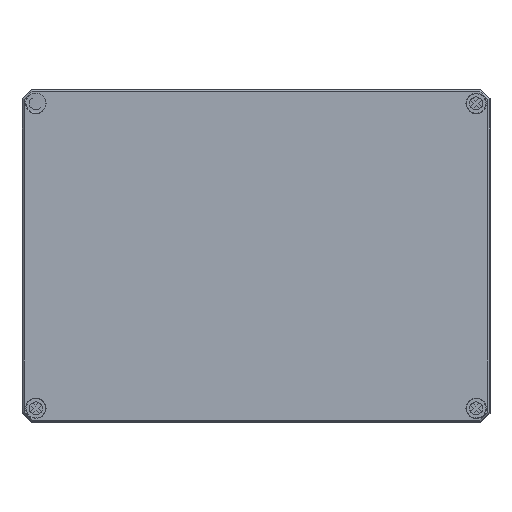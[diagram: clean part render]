
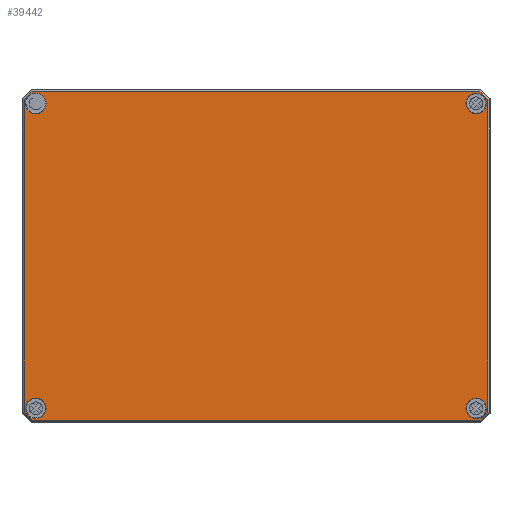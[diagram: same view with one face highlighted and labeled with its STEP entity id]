
A CAD part, top view. The second image highlights one B-rep face of the part: STEP entity #39442.
In plain terms, the highlighted planar face has unit normal (0, 0, 1).
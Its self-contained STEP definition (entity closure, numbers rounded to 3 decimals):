
#124=FACE_BOUND('',#12658,.T.);
#125=FACE_BOUND('',#12659,.T.);
#126=FACE_BOUND('',#12660,.T.);
#127=FACE_BOUND('',#12661,.T.);
#331=PLANE('',#42095);
#2982=LINE('',#57471,#6116);
#2983=LINE('',#57473,#6117);
#2984=LINE('',#57475,#6118);
#2985=LINE('',#57477,#6119);
#2986=LINE('',#57479,#6120);
#2987=LINE('',#57481,#6121);
#2988=LINE('',#57483,#6122);
#2989=LINE('',#57484,#6123);
#6116=VECTOR('',#46102,10.);
#6117=VECTOR('',#46103,10.);
#6118=VECTOR('',#46104,10.);
#6119=VECTOR('',#46105,10.);
#6120=VECTOR('',#46106,10.);
#6121=VECTOR('',#46107,10.);
#6122=VECTOR('',#46108,10.);
#6123=VECTOR('',#46109,10.);
#10203=FACE_OUTER_BOUND('',#12657,.T.);
#12657=EDGE_LOOP('',(#27460,#27461,#27462,#27463,#27464,#27465,#27466,#27467));
#12658=EDGE_LOOP('',(#27468,#27469));
#12659=EDGE_LOOP('',(#27470,#27471));
#12660=EDGE_LOOP('',(#27472));
#12661=EDGE_LOOP('',(#27473));
#15339=CIRCLE('',#42093,5.556);
#15341=CIRCLE('',#42096,5.556);
#15342=CIRCLE('',#42097,5.556);
#15343=CIRCLE('',#42098,5.556);
#15344=CIRCLE('',#42099,5.556);
#15345=CIRCLE('',#42100,5.556);
#17233=VERTEX_POINT('',#57465);
#17234=VERTEX_POINT('',#57469);
#17235=VERTEX_POINT('',#57470);
#17236=VERTEX_POINT('',#57472);
#17237=VERTEX_POINT('',#57474);
#17238=VERTEX_POINT('',#57476);
#17239=VERTEX_POINT('',#57478);
#17240=VERTEX_POINT('',#57480);
#17241=VERTEX_POINT('',#57482);
#17242=VERTEX_POINT('',#57485);
#17243=VERTEX_POINT('',#57486);
#17244=VERTEX_POINT('',#57489);
#17245=VERTEX_POINT('',#57490);
#17246=VERTEX_POINT('',#57493);
#21173=EDGE_CURVE('',#17233,#17233,#15339,.T.);
#21175=EDGE_CURVE('',#17234,#17235,#2982,.T.);
#21176=EDGE_CURVE('',#17236,#17234,#2983,.T.);
#21177=EDGE_CURVE('',#17237,#17236,#2984,.T.);
#21178=EDGE_CURVE('',#17238,#17237,#2985,.T.);
#21179=EDGE_CURVE('',#17239,#17238,#2986,.T.);
#21180=EDGE_CURVE('',#17240,#17239,#2987,.T.);
#21181=EDGE_CURVE('',#17241,#17240,#2988,.T.);
#21182=EDGE_CURVE('',#17235,#17241,#2989,.T.);
#21183=EDGE_CURVE('',#17242,#17243,#15341,.T.);
#21184=EDGE_CURVE('',#17243,#17242,#15342,.T.);
#21185=EDGE_CURVE('',#17244,#17245,#15343,.T.);
#21186=EDGE_CURVE('',#17245,#17244,#15344,.T.);
#21187=EDGE_CURVE('',#17246,#17246,#15345,.T.);
#27460=ORIENTED_EDGE('',*,*,#21175,.F.);
#27461=ORIENTED_EDGE('',*,*,#21176,.F.);
#27462=ORIENTED_EDGE('',*,*,#21177,.F.);
#27463=ORIENTED_EDGE('',*,*,#21178,.F.);
#27464=ORIENTED_EDGE('',*,*,#21179,.F.);
#27465=ORIENTED_EDGE('',*,*,#21180,.F.);
#27466=ORIENTED_EDGE('',*,*,#21181,.F.);
#27467=ORIENTED_EDGE('',*,*,#21182,.F.);
#27468=ORIENTED_EDGE('',*,*,#21183,.F.);
#27469=ORIENTED_EDGE('',*,*,#21184,.F.);
#27470=ORIENTED_EDGE('',*,*,#21185,.F.);
#27471=ORIENTED_EDGE('',*,*,#21186,.F.);
#27472=ORIENTED_EDGE('',*,*,#21187,.F.);
#27473=ORIENTED_EDGE('',*,*,#21173,.F.);
#39442=ADVANCED_FACE('',(#10203,#124,#125,#126,#127),#331,.T.);
#42093=AXIS2_PLACEMENT_3D('',#57466,#46096,#46097);
#42095=AXIS2_PLACEMENT_3D('',#57468,#46100,#46101);
#42096=AXIS2_PLACEMENT_3D('',#57487,#46110,#46111);
#42097=AXIS2_PLACEMENT_3D('',#57488,#46112,#46113);
#42098=AXIS2_PLACEMENT_3D('',#57491,#46114,#46115);
#42099=AXIS2_PLACEMENT_3D('',#57492,#46116,#46117);
#42100=AXIS2_PLACEMENT_3D('',#57494,#46118,#46119);
#46096=DIRECTION('center_axis',(0.,0.,1.));
#46097=DIRECTION('ref_axis',(-1.,0.,0.));
#46100=DIRECTION('center_axis',(0.,0.,1.));
#46101=DIRECTION('ref_axis',(1.,0.,0.));
#46102=DIRECTION('',(0.707,-0.707,0.));
#46103=DIRECTION('',(1.,0.,0.));
#46104=DIRECTION('',(0.707,0.707,0.));
#46105=DIRECTION('',(0.,1.,0.));
#46106=DIRECTION('',(-0.707,0.707,0.));
#46107=DIRECTION('',(-1.,0.,0.));
#46108=DIRECTION('',(-0.707,-0.707,0.));
#46109=DIRECTION('',(0.,-1.,0.));
#46110=DIRECTION('center_axis',(0.,0.,1.));
#46111=DIRECTION('ref_axis',(1.,0.,0.));
#46112=DIRECTION('center_axis',(0.,0.,1.));
#46113=DIRECTION('ref_axis',(1.,0.,0.));
#46114=DIRECTION('center_axis',(0.,0.,1.));
#46115=DIRECTION('ref_axis',(1.,0.,0.));
#46116=DIRECTION('center_axis',(0.,0.,1.));
#46117=DIRECTION('ref_axis',(1.,0.,0.));
#46118=DIRECTION('center_axis',(0.,0.,1.));
#46119=DIRECTION('ref_axis',(-1.,0.,0.));
#57465=CARTESIAN_POINT('',(-113.944,82.75,18.));
#57466=CARTESIAN_POINT('Origin',(-119.5,82.75,18.));
#57468=CARTESIAN_POINT('Origin',(0.,0.,
18.));
#57469=CARTESIAN_POINT('',(121.521,89.093,18.));
#57470=CARTESIAN_POINT('',(125.843,84.771,18.));
#57471=CARTESIAN_POINT('',(113.244,97.369,18.));
#57472=CARTESIAN_POINT('',(-121.521,89.093,18.));
#57473=CARTESIAN_POINT('',(-61.,89.093,18.));
#57474=CARTESIAN_POINT('',(-125.843,84.771,18.));
#57475=CARTESIAN_POINT('',(-115.744,94.869,18.));
#57476=CARTESIAN_POINT('',(-125.843,-84.771,18.));
#57477=CARTESIAN_POINT('',(-125.843,-42.625,18.));
#57478=CARTESIAN_POINT('',(-121.521,-89.093,18.));
#57479=CARTESIAN_POINT('',(-113.244,-97.369,18.));
#57480=CARTESIAN_POINT('',(121.521,-89.093,18.));
#57481=CARTESIAN_POINT('',(61.,-89.093,18.));
#57482=CARTESIAN_POINT('',(125.843,-84.771,18.));
#57483=CARTESIAN_POINT('',(115.744,-94.869,18.));
#57484=CARTESIAN_POINT('',(125.843,42.625,18.));
#57485=CARTESIAN_POINT('',(113.944,82.75,18.));
#57486=CARTESIAN_POINT('',(125.056,82.75,18.));
#57487=CARTESIAN_POINT('Origin',(119.5,82.75,18.));
#57488=CARTESIAN_POINT('Origin',(119.5,82.75,18.));
#57489=CARTESIAN_POINT('',(113.944,-82.75,18.));
#57490=CARTESIAN_POINT('',(125.056,-82.75,18.));
#57491=CARTESIAN_POINT('Origin',(119.5,-82.75,18.));
#57492=CARTESIAN_POINT('Origin',(119.5,-82.75,18.));
#57493=CARTESIAN_POINT('',(-113.944,-82.75,18.));
#57494=CARTESIAN_POINT('Origin',(-119.5,-82.75,18.));
